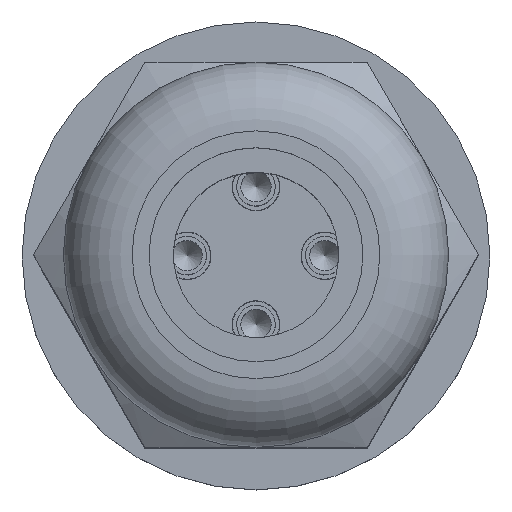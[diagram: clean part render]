
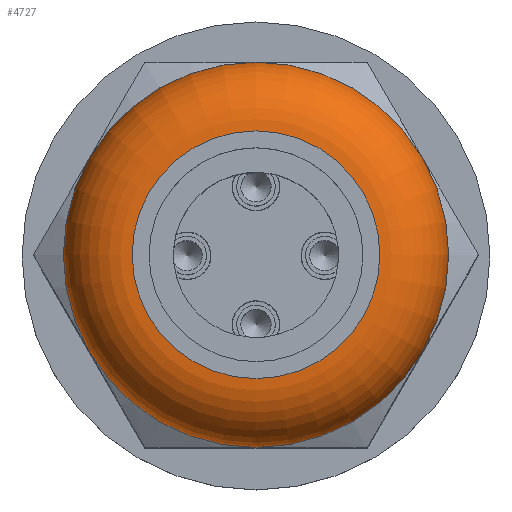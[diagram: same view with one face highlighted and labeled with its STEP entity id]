
A CAD part, top view. The second image highlights one B-rep face of the part: STEP entity #4727.
In plain terms, the highlighted toroidal (fillet/blend) face has major radius 4.5 mm and minor radius 2.5 mm.
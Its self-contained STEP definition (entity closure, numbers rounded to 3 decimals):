
#30=TOROIDAL_SURFACE('',#5223,4.5,2.5);
#1658=ORIENTED_EDGE('',*,*,#2179,.F.);
#1659=ORIENTED_EDGE('',*,*,#2171,.F.);
#2171=EDGE_CURVE('',#2521,#2521,#2731,.T.);
#2179=EDGE_CURVE('',#2523,#2523,#2739,.F.);
#2521=VERTEX_POINT('',#10801);
#2523=VERTEX_POINT('',#10812);
#2731=CIRCLE('',#5213,7.);
#2739=CIRCLE('',#5222,4.5);
#3064=EDGE_LOOP('',(#1658));
#3065=EDGE_LOOP('',(#1659));
#3413=FACE_BOUND('',#3064,.T.);
#3414=FACE_BOUND('',#3065,.T.);
#4727=ADVANCED_FACE('',(#3413,#3414),#30,.T.);
#5213=AXIS2_PLACEMENT_3D('',#10800,#6293,#6294);
#5222=AXIS2_PLACEMENT_3D('',#10811,#6311,#6312);
#5223=AXIS2_PLACEMENT_3D('',#10813,#6313,#6314);
#6293=DIRECTION('',(0.,0.,-1.));
#6294=DIRECTION('',(-1.,0.,0.));
#6311=DIRECTION('',(0.,0.,-1.));
#6312=DIRECTION('',(-1.,0.,0.));
#6313=DIRECTION('',(0.,0.,-1.));
#6314=DIRECTION('',(-1.,0.,0.));
#10800=CARTESIAN_POINT('',(0.,0.,10.5));
#10801=CARTESIAN_POINT('',(-7.,0.,10.5));
#10811=CARTESIAN_POINT('',(0.,0.,13.));
#10812=CARTESIAN_POINT('',(-4.5,0.,13.));
#10813=CARTESIAN_POINT('',(0.,0.,10.5));
